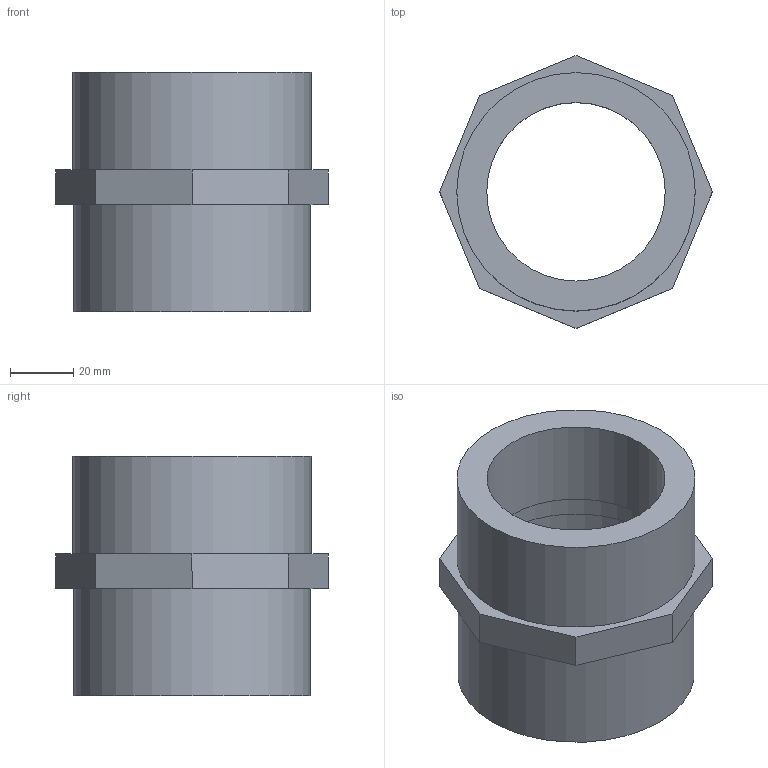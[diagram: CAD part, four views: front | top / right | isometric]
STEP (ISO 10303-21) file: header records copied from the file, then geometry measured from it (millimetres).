
FILE_DESCRIPTION(/* description */ (''),/* implementation_level */ '2;1');
FILE_NAME(/* name */ 'DIFV075063200.ipt.stp',/* time_stamp */ '2013-10-01T14:37:10+02:00',/* author */ ('bfaro'),/* organization */ (''),/* preprocessor_version */ 'ST-DEVELOPER v15.2',/* originating_system */ 'Autodesk Inventor 2014',/* authorisation */ '');
FILE_SCHEMA (('AUTOMOTIVE_DESIGN { 1 0 10303 214 3 1 1 }'));
Length unit declared in the file: millimetre
Products named in the file (1): DIFV075063200
Bounding box: 86.59 x 86.59 x 76 mm (x, y, z)
Volume: 128861.2 mm3; surface area: 38312.2 mm2
Topology: 1 solids, 1 shells, 19 faces, 40 edges, 27 vertices
Faces by surface type: plane 14, cylinder 5
Full cylindrical faces by diameter (mm): 56.656 x1, 61.6 x1, 63 x1, 75 x1, 75.7 x1
Entity records: 511 total; most frequent: DIRECTION 84, CARTESIAN_POINT 80, ORIENTED_EDGE 68, EDGE_CURVE 34, EDGE_LOOP 30, AXIS2_PLACEMENT_3D 30, VERTEX_POINT 26, LINE 24
